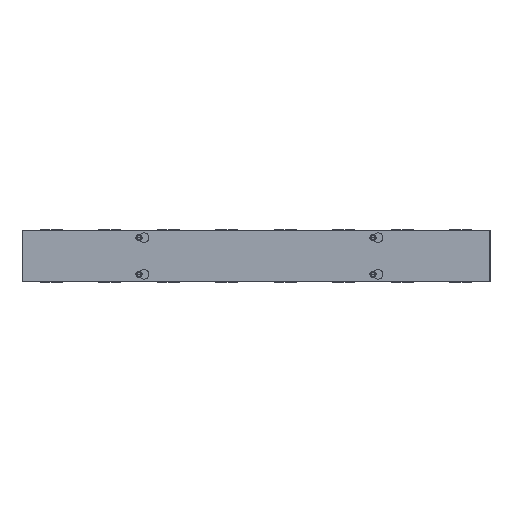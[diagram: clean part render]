
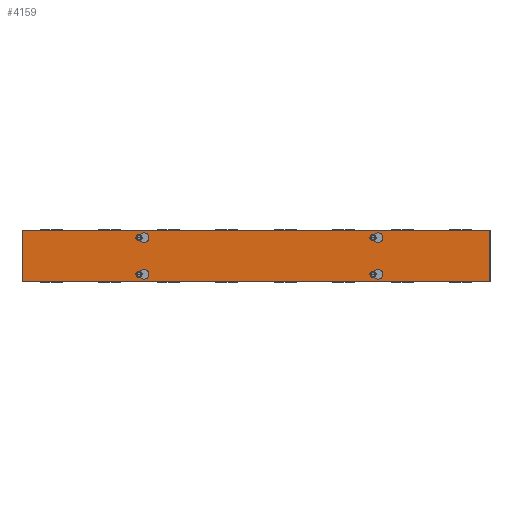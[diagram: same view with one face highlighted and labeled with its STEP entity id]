
A CAD part, top view. The second image highlights one B-rep face of the part: STEP entity #4159.
In plain terms, the highlighted planar face has unit normal (0, 0, 1).
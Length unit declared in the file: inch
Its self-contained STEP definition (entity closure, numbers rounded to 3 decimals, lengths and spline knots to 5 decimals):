
#317=LINE('',#6892,#565);
#322=LINE('',#6905,#570);
#325=LINE('',#6916,#573);
#329=LINE('',#6928,#577);
#333=LINE('',#6940,#581);
#338=LINE('',#6953,#586);
#341=LINE('',#6964,#589);
#345=LINE('',#6976,#593);
#347=LINE('',#6984,#595);
#351=LINE('',#6992,#599);
#354=LINE('',#6998,#602);
#357=LINE('',#7003,#605);
#565=VECTOR('',#5503,0.21651);
#570=VECTOR('',#5516,0.21651);
#573=VECTOR('',#5527,0.21651);
#577=VECTOR('',#5539,0.21651);
#581=VECTOR('',#5551,0.21651);
#586=VECTOR('',#5564,0.21651);
#589=VECTOR('',#5575,0.21651);
#593=VECTOR('',#5587,0.21651);
#595=VECTOR('',#5597,2.625);
#599=VECTOR('',#5603,24.);
#602=VECTOR('',#5608,2.625);
#605=VECTOR('',#5613,24.);
#758=PLANE('',#4583);
#932=FACE_BOUND('',#1534,.T.);
#933=FACE_BOUND('',#1535,.T.);
#934=FACE_BOUND('',#1536,.T.);
#935=FACE_BOUND('',#1537,.T.);
#1158=FACE_OUTER_BOUND('',#1533,.T.);
#1533=EDGE_LOOP('',(#3470,#3471,#3472,#3473));
#1534=EDGE_LOOP('',(#3474,#3475,#3476,#3477));
#1535=EDGE_LOOP('',(#3478,#3479,#3480,#3481));
#1536=EDGE_LOOP('',(#3482,#3483,#3484,#3485));
#1537=EDGE_LOOP('',(#3486,#3487,#3488,#3489));
#1797=CIRCLE('',#4549,0.25);
#1799=CIRCLE('',#4553,0.125);
#1801=CIRCLE('',#4557,0.25);
#1803=CIRCLE('',#4561,0.125);
#1805=CIRCLE('',#4565,0.25);
#1807=CIRCLE('',#4569,0.125);
#1809=CIRCLE('',#4573,0.25);
#1811=CIRCLE('',#4577,0.125);
#2102=VERTEX_POINT('',#6889);
#2103=VERTEX_POINT('',#6891);
#2105=VERTEX_POINT('',#6897);
#2107=VERTEX_POINT('',#6903);
#2110=VERTEX_POINT('',#6913);
#2111=VERTEX_POINT('',#6915);
#2113=VERTEX_POINT('',#6921);
#2115=VERTEX_POINT('',#6927);
#2118=VERTEX_POINT('',#6937);
#2119=VERTEX_POINT('',#6939);
#2121=VERTEX_POINT('',#6945);
#2123=VERTEX_POINT('',#6951);
#2126=VERTEX_POINT('',#6961);
#2127=VERTEX_POINT('',#6963);
#2129=VERTEX_POINT('',#6969);
#2131=VERTEX_POINT('',#6975);
#2132=VERTEX_POINT('',#6982);
#2133=VERTEX_POINT('',#6983);
#2136=VERTEX_POINT('',#6991);
#2138=VERTEX_POINT('',#6997);
#2552=EDGE_CURVE('',#2103,#2102,#317,.T.);
#2556=EDGE_CURVE('',#2102,#2105,#1797,.T.);
#2559=EDGE_CURVE('',#2105,#2107,#322,.T.);
#2561=EDGE_CURVE('',#2107,#2103,#1799,.T.);
#2564=EDGE_CURVE('',#2111,#2110,#325,.T.);
#2567=EDGE_CURVE('',#2113,#2111,#1801,.T.);
#2570=EDGE_CURVE('',#2115,#2113,#329,.T.);
#2573=EDGE_CURVE('',#2110,#2115,#1803,.T.);
#2576=EDGE_CURVE('',#2119,#2118,#333,.T.);
#2580=EDGE_CURVE('',#2118,#2121,#1805,.T.);
#2583=EDGE_CURVE('',#2121,#2123,#338,.T.);
#2585=EDGE_CURVE('',#2123,#2119,#1807,.T.);
#2588=EDGE_CURVE('',#2127,#2126,#341,.T.);
#2591=EDGE_CURVE('',#2129,#2127,#1809,.T.);
#2594=EDGE_CURVE('',#2131,#2129,#345,.T.);
#2597=EDGE_CURVE('',#2126,#2131,#1811,.T.);
#2598=EDGE_CURVE('',#2132,#2133,#347,.T.);
#2602=EDGE_CURVE('',#2133,#2136,#351,.T.);
#2605=EDGE_CURVE('',#2136,#2138,#354,.T.);
#2608=EDGE_CURVE('',#2138,#2132,#357,.T.);
#3470=ORIENTED_EDGE('',*,*,#2598,.F.);
#3471=ORIENTED_EDGE('',*,*,#2608,.F.);
#3472=ORIENTED_EDGE('',*,*,#2605,.F.);
#3473=ORIENTED_EDGE('',*,*,#2602,.F.);
#3474=ORIENTED_EDGE('',*,*,#2552,.T.);
#3475=ORIENTED_EDGE('',*,*,#2556,.T.);
#3476=ORIENTED_EDGE('',*,*,#2559,.T.);
#3477=ORIENTED_EDGE('',*,*,#2561,.T.);
#3478=ORIENTED_EDGE('',*,*,#2564,.T.);
#3479=ORIENTED_EDGE('',*,*,#2573,.T.);
#3480=ORIENTED_EDGE('',*,*,#2570,.T.);
#3481=ORIENTED_EDGE('',*,*,#2567,.T.);
#3482=ORIENTED_EDGE('',*,*,#2576,.T.);
#3483=ORIENTED_EDGE('',*,*,#2580,.T.);
#3484=ORIENTED_EDGE('',*,*,#2583,.T.);
#3485=ORIENTED_EDGE('',*,*,#2585,.T.);
#3486=ORIENTED_EDGE('',*,*,#2588,.T.);
#3487=ORIENTED_EDGE('',*,*,#2597,.T.);
#3488=ORIENTED_EDGE('',*,*,#2594,.T.);
#3489=ORIENTED_EDGE('',*,*,#2591,.T.);
#4159=ADVANCED_FACE('',(#1158,#932,#933,#934,#935),#758,.T.);
#4549=AXIS2_PLACEMENT_3D('',#6899,#5510,#5511);
#4553=AXIS2_PLACEMENT_3D('',#6908,#5521,#5522);
#4557=AXIS2_PLACEMENT_3D('',#6922,#5533,#5534);
#4561=AXIS2_PLACEMENT_3D('',#6932,#5545,#5546);
#4565=AXIS2_PLACEMENT_3D('',#6947,#5558,#5559);
#4569=AXIS2_PLACEMENT_3D('',#6956,#5569,#5570);
#4573=AXIS2_PLACEMENT_3D('',#6970,#5581,#5582);
#4577=AXIS2_PLACEMENT_3D('',#6980,#5593,#5594);
#4583=AXIS2_PLACEMENT_3D('',#7006,#5617,#5618);
#5503=DIRECTION('',(-0.866,-0.5,0.));
#5510=DIRECTION('center_axis',(0.,0.,-1.));
#5511=DIRECTION('ref_axis',(0.5,-0.866,0.));
#5516=DIRECTION('',(0.866,-0.5,0.));
#5521=DIRECTION('center_axis',(0.,0.,-1.));
#5522=DIRECTION('ref_axis',(0.5,0.866,0.));
#5527=DIRECTION('',(0.866,-0.5,0.));
#5533=DIRECTION('center_axis',(0.,0.,-1.));
#5534=DIRECTION('ref_axis',(0.5,0.866,0.));
#5539=DIRECTION('',(-0.866,-0.5,0.));
#5545=DIRECTION('center_axis',(0.,0.,-1.));
#5546=DIRECTION('ref_axis',(0.5,-0.866,0.));
#5551=DIRECTION('',(-0.866,-0.5,0.));
#5558=DIRECTION('center_axis',(0.,0.,-1.));
#5559=DIRECTION('ref_axis',(0.5,-0.866,0.));
#5564=DIRECTION('',(0.866,-0.5,0.));
#5569=DIRECTION('center_axis',(0.,0.,-1.));
#5570=DIRECTION('ref_axis',(0.5,0.866,0.));
#5575=DIRECTION('',(0.866,-0.5,0.));
#5581=DIRECTION('center_axis',(0.,0.,-1.));
#5582=DIRECTION('ref_axis',(0.5,0.866,0.));
#5587=DIRECTION('',(-0.866,-0.5,0.));
#5593=DIRECTION('center_axis',(0.,0.,-1.));
#5594=DIRECTION('ref_axis',(0.5,-0.866,0.));
#5597=DIRECTION('',(0.,1.,0.));
#5603=DIRECTION('',(1.,0.,0.));
#5608=DIRECTION('',(0.,-1.,0.));
#5613=DIRECTION('',(-1.,0.,0.));
#5617=DIRECTION('center_axis',(0.,0.,1.));
#5618=DIRECTION('ref_axis',(1.,0.,0.));
#6889=CARTESIAN_POINT('',(17.875,2.03549,0.0625));
#6891=CARTESIAN_POINT('',(18.0625,2.14375,0.0625));
#6892=CARTESIAN_POINT('',(15.60909,0.72727,0.0625));
#6897=CARTESIAN_POINT('',(17.875,2.46851,0.0625));
#6899=CARTESIAN_POINT('Origin',(17.75,2.252,0.0625));
#6903=CARTESIAN_POINT('',(18.0625,2.36025,0.0625));
#6905=CARTESIAN_POINT('',(15.92216,3.59598,0.0625));
#6908=CARTESIAN_POINT('Origin',(18.,2.252,0.0625));
#6913=CARTESIAN_POINT('',(18.0625,0.48125,0.0625));
#6915=CARTESIAN_POINT('',(17.875,0.58951,0.0625));
#6916=CARTESIAN_POINT('',(15.60909,1.89773,0.0625));
#6921=CARTESIAN_POINT('',(17.875,0.15649,0.0625));
#6922=CARTESIAN_POINT('Origin',(17.75,0.373,0.0625));
#6927=CARTESIAN_POINT('',(18.0625,0.26475,0.0625));
#6928=CARTESIAN_POINT('',(15.92216,-0.97098,0.0625));
#6932=CARTESIAN_POINT('Origin',(18.,0.373,0.0625));
#6937=CARTESIAN_POINT('',(5.875,2.03549,0.0625));
#6939=CARTESIAN_POINT('',(6.0625,2.14375,0.0625));
#6940=CARTESIAN_POINT('',(8.10909,3.32535,0.0625));
#6945=CARTESIAN_POINT('',(5.875,2.46851,0.0625));
#6947=CARTESIAN_POINT('Origin',(5.75,2.252,0.0625));
#6951=CARTESIAN_POINT('',(6.0625,2.36025,0.0625));
#6953=CARTESIAN_POINT('',(8.42216,0.9979,0.0625));
#6956=CARTESIAN_POINT('Origin',(6.,2.252,0.0625));
#6961=CARTESIAN_POINT('',(6.0625,0.48125,0.0625));
#6963=CARTESIAN_POINT('',(5.875,0.58951,0.0625));
#6964=CARTESIAN_POINT('',(8.10909,-0.70035,0.0625));
#6969=CARTESIAN_POINT('',(5.875,0.15649,0.0625));
#6970=CARTESIAN_POINT('Origin',(5.75,0.373,0.0625));
#6975=CARTESIAN_POINT('',(6.0625,0.26475,0.0625));
#6976=CARTESIAN_POINT('',(8.42216,1.6271,0.0625));
#6980=CARTESIAN_POINT('Origin',(6.,0.373,0.0625));
#6982=CARTESIAN_POINT('',(0.,0.,0.0625));
#6983=CARTESIAN_POINT('',(0.,2.625,0.0625));
#6984=CARTESIAN_POINT('',(0.,2.625,0.0625));
#6991=CARTESIAN_POINT('',(24.,2.625,0.0625));
#6992=CARTESIAN_POINT('',(24.,2.625,0.0625));
#6997=CARTESIAN_POINT('',(24.,0.,0.0625));
#6998=CARTESIAN_POINT('',(24.,0.,0.0625));
#7003=CARTESIAN_POINT('',(0.,0.,0.0625));
#7006=CARTESIAN_POINT('Origin',(12.,1.3125,0.0625));
